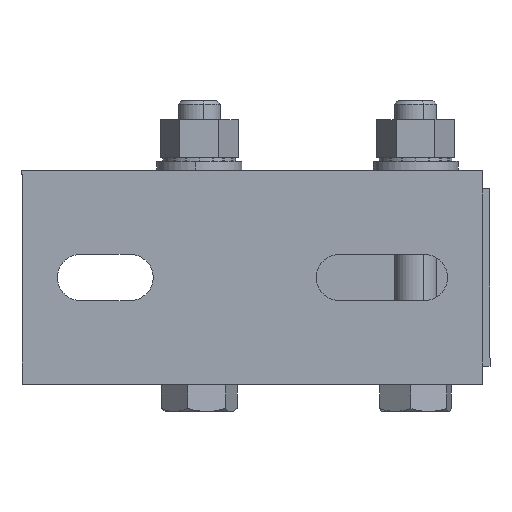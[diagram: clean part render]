
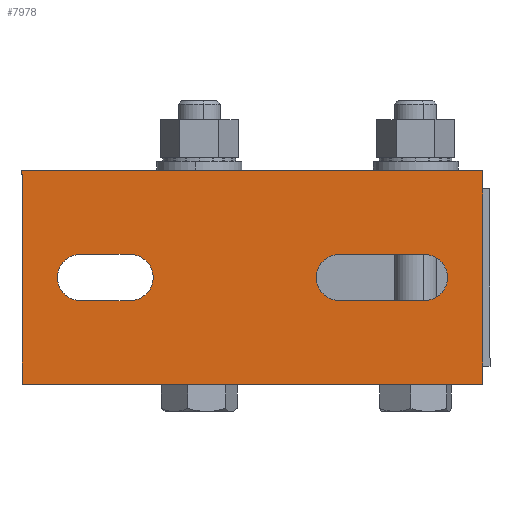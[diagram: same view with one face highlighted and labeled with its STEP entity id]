
A CAD part, left-side view. The second image highlights one B-rep face of the part: STEP entity #7978.
In plain terms, the highlighted face is planar.
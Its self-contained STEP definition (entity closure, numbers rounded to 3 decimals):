
#35 = VERTEX_POINT ( 'NONE', #3692 ) ;
#52 = CARTESIAN_POINT ( 'NONE',  ( 23.25, 130., -4. ) ) ;
#188 = ORIENTED_EDGE ( 'NONE', *, *, #3715, .T. ) ;
#194 = ORIENTED_EDGE ( 'NONE', *, *, #7446, .T. ) ;
#238 = EDGE_CURVE ( 'NONE', #2171, #7933, #261, .T. ) ;
#261 = CIRCLE ( 'NONE', #3440, 6.5 ) ;
#276 = VECTOR ( 'NONE', #3410, 1000. ) ;
#290 = VECTOR ( 'NONE', #2755, 1000. ) ;
#291 = LINE ( 'NONE', #4155, #7348 ) ;
#459 = CARTESIAN_POINT ( 'NONE',  ( -30.25, 0., -4. ) ) ;
#502 = CARTESIAN_POINT ( 'NONE',  ( 0., 89.5, -4. ) ) ;
#540 = CARTESIAN_POINT ( 'NONE',  ( -6.5, 16.5, -4. ) ) ;
#713 = DIRECTION ( 'NONE',  ( 0., -1., 0. ) ) ;
#722 = LINE ( 'NONE', #52, #3024 ) ;
#794 = VECTOR ( 'NONE', #4820, 1000. ) ;
#881 = DIRECTION ( 'NONE',  ( 0., -1., 0. ) ) ;
#892 = LINE ( 'NONE', #4656, #276 ) ;
#989 = EDGE_CURVE ( 'NONE', #6358, #3458, #4092, .T. ) ;
#998 = EDGE_LOOP ( 'NONE', ( #2324, #3018, #1077, #6711 ) ) ;
#1008 = EDGE_CURVE ( 'NONE', #3458, #5033, #5223, .T. ) ;
#1029 = DIRECTION ( 'NONE',  ( 0., 1., 0. ) ) ;
#1077 = ORIENTED_EDGE ( 'NONE', *, *, #1658, .T. ) ;
#1200 = DIRECTION ( 'NONE',  ( 1., 0., 0. ) ) ;
#1418 = EDGE_CURVE ( 'NONE', #7933, #4859, #291, .T. ) ;
#1485 = AXIS2_PLACEMENT_3D ( 'NONE', #5729, #5692, #6892 ) ;
#1498 = ORIENTED_EDGE ( 'NONE', *, *, #6085, .F. ) ;
#1542 = EDGE_CURVE ( 'NONE', #4859, #3009, #5756, .T. ) ;
#1658 = EDGE_CURVE ( 'NONE', #2431, #6358, #6702, .T. ) ;
#1703 = VECTOR ( 'NONE', #6707, 1000. ) ;
#1755 = ORIENTED_EDGE ( 'NONE', *, *, #1418, .T. ) ;
#1894 = DIRECTION ( 'NONE',  ( -1., 0., 0. ) ) ;
#2129 = CARTESIAN_POINT ( 'NONE',  ( -30.25, 77., -4. ) ) ;
#2171 = VERTEX_POINT ( 'NONE', #540 ) ;
#2182 = CARTESIAN_POINT ( 'NONE',  ( 30.25, 77., -4. ) ) ;
#2248 = CARTESIAN_POINT ( 'NONE',  ( -6.5, 113.5, -4. ) ) ;
#2324 = ORIENTED_EDGE ( 'NONE', *, *, #1008, .T. ) ;
#2326 = VECTOR ( 'NONE', #8117, 1000. ) ;
#2431 = VERTEX_POINT ( 'NONE', #6101 ) ;
#2642 = VECTOR ( 'NONE', #1894, 1000. ) ;
#2677 = LINE ( 'NONE', #2182, #290 ) ;
#2755 = DIRECTION ( 'NONE',  ( 0., -1., 0. ) ) ;
#2869 = CARTESIAN_POINT ( 'NONE',  ( -6.5, 113.5, -4. ) ) ;
#2945 = DIRECTION ( 'NONE',  ( 0., 0., 1. ) ) ;
#3009 = VERTEX_POINT ( 'NONE', #3889 ) ;
#3018 = ORIENTED_EDGE ( 'NONE', *, *, #4730, .T. ) ;
#3024 = VECTOR ( 'NONE', #6501, 1000. ) ;
#3109 = EDGE_LOOP ( 'NONE', ( #5726, #188, #3261, #1755 ) ) ;
#3118 = CARTESIAN_POINT ( 'NONE',  ( 23.25, 130., -4. ) ) ;
#3250 = ORIENTED_EDGE ( 'NONE', *, *, #5976, .T. ) ;
#3256 = PLANE ( 'NONE',  #1485 ) ;
#3261 = ORIENTED_EDGE ( 'NONE', *, *, #238, .T. ) ;
#3319 = ORIENTED_EDGE ( 'NONE', *, *, #5937, .F. ) ;
#3410 = DIRECTION ( 'NONE',  ( 1., 0., 0. ) ) ;
#3440 = AXIS2_PLACEMENT_3D ( 'NONE', #4465, #7575, #6992 ) ;
#3446 = VECTOR ( 'NONE', #6212, 1000. ) ;
#3458 = VERTEX_POINT ( 'NONE', #6552 ) ;
#3460 = CARTESIAN_POINT ( 'NONE',  ( 0., 30.5, -4. ) ) ;
#3489 = CARTESIAN_POINT ( 'NONE',  ( 6.5, 113.5, -4. ) ) ;
#3509 = LINE ( 'NONE', #6050, #794 ) ;
#3587 = CARTESIAN_POINT ( 'NONE',  ( -30.25, 130., -4. ) ) ;
#3638 = VERTEX_POINT ( 'NONE', #5811 ) ;
#3692 = CARTESIAN_POINT ( 'NONE',  ( 23.25, 0., -4. ) ) ;
#3715 = EDGE_CURVE ( 'NONE', #3009, #2171, #7857, .T. ) ;
#3879 = ORIENTED_EDGE ( 'NONE', *, *, #6417, .F. ) ;
#3885 = LINE ( 'NONE', #2129, #7390 ) ;
#3889 = CARTESIAN_POINT ( 'NONE',  ( -6.5, 30.5, -4. ) ) ;
#3912 = VERTEX_POINT ( 'NONE', #459 ) ;
#4050 = CARTESIAN_POINT ( 'NONE',  ( 30.25, 0., -4. ) ) ;
#4092 = LINE ( 'NONE', #3489, #2326 ) ;
#4155 = CARTESIAN_POINT ( 'NONE',  ( 6.5, 30.5, -4. ) ) ;
#4302 = AXIS2_PLACEMENT_3D ( 'NONE', #3460, #5337, #5218 ) ;
#4409 = ORIENTED_EDGE ( 'NONE', *, *, #6094, .T. ) ;
#4416 = CARTESIAN_POINT ( 'NONE',  ( 6.5, 89.5, -4. ) ) ;
#4435 = CARTESIAN_POINT ( 'NONE',  ( 30., 0., -4. ) ) ;
#4465 = CARTESIAN_POINT ( 'NONE',  ( 0., 16.5, -4. ) ) ;
#4496 = FACE_BOUND ( 'NONE', #3109, .T. ) ;
#4656 = CARTESIAN_POINT ( 'NONE',  ( -101., 0., -4. ) ) ;
#4730 = EDGE_CURVE ( 'NONE', #5033, #2431, #5384, .T. ) ;
#4820 = DIRECTION ( 'NONE',  ( -1., 0., 0. ) ) ;
#4859 = VERTEX_POINT ( 'NONE', #6788 ) ;
#4881 = VECTOR ( 'NONE', #881, 1000. ) ;
#4913 = DIRECTION ( 'NONE',  ( 0., 0., 1. ) ) ;
#4935 = ORIENTED_EDGE ( 'NONE', *, *, #5623, .F. ) ;
#4970 = VERTEX_POINT ( 'NONE', #4050 ) ;
#5016 = LINE ( 'NONE', #6332, #3446 ) ;
#5033 = VERTEX_POINT ( 'NONE', #2248 ) ;
#5199 = FACE_OUTER_BOUND ( 'NONE', #7437, .T. ) ;
#5218 = DIRECTION ( 'NONE',  ( 1., 0., 0. ) ) ;
#5223 = CIRCLE ( 'NONE', #5606, 6.5 ) ;
#5337 = DIRECTION ( 'NONE',  ( 0., 0., 1. ) ) ;
#5384 = LINE ( 'NONE', #2869, #1703 ) ;
#5574 = VERTEX_POINT ( 'NONE', #3118 ) ;
#5606 = AXIS2_PLACEMENT_3D ( 'NONE', #5691, #4913, #1200 ) ;
#5623 = EDGE_CURVE ( 'NONE', #5574, #6480, #5633, .T. ) ;
#5633 = LINE ( 'NONE', #8155, #2642 ) ;
#5649 = EDGE_CURVE ( 'NONE', #6037, #35, #7633, .T. ) ;
#5691 = CARTESIAN_POINT ( 'NONE',  ( 0., 113.5, -4. ) ) ;
#5692 = DIRECTION ( 'NONE',  ( 0., 0., -1. ) ) ;
#5705 = CARTESIAN_POINT ( 'NONE',  ( -23.25, 130., -4. ) ) ;
#5726 = ORIENTED_EDGE ( 'NONE', *, *, #1542, .T. ) ;
#5729 = CARTESIAN_POINT ( 'NONE',  ( -101., 77., -4. ) ) ;
#5756 = CIRCLE ( 'NONE', #4302, 6.5 ) ;
#5811 = CARTESIAN_POINT ( 'NONE',  ( 30.25, 130., -4. ) ) ;
#5937 = EDGE_CURVE ( 'NONE', #6480, #7516, #3509, .T. ) ;
#5976 = EDGE_CURVE ( 'NONE', #6037, #3912, #5016, .T. ) ;
#6037 = VERTEX_POINT ( 'NONE', #6166 ) ;
#6050 = CARTESIAN_POINT ( 'NONE',  ( -101., 130., -4. ) ) ;
#6085 = EDGE_CURVE ( 'NONE', #35, #4970, #892, .T. ) ;
#6094 = EDGE_CURVE ( 'NONE', #5574, #3638, #722, .T. ) ;
#6101 = CARTESIAN_POINT ( 'NONE',  ( -6.5, 89.5, -4. ) ) ;
#6166 = CARTESIAN_POINT ( 'NONE',  ( -23.25, 0., -4. ) ) ;
#6212 = DIRECTION ( 'NONE',  ( -1., 0., 0. ) ) ;
#6332 = CARTESIAN_POINT ( 'NONE',  ( -23.25, 0., -4. ) ) ;
#6350 = FACE_BOUND ( 'NONE', #998, .T. ) ;
#6358 = VERTEX_POINT ( 'NONE', #4416 ) ;
#6417 = EDGE_CURVE ( 'NONE', #7516, #3912, #3885, .T. ) ;
#6480 = VERTEX_POINT ( 'NONE', #5705 ) ;
#6501 = DIRECTION ( 'NONE',  ( 1., 0., 0. ) ) ;
#6552 = CARTESIAN_POINT ( 'NONE',  ( 6.5, 113.5, -4. ) ) ;
#6702 = CIRCLE ( 'NONE', #6967, 6.5 ) ;
#6707 = DIRECTION ( 'NONE',  ( 0., -1., 0. ) ) ;
#6711 = ORIENTED_EDGE ( 'NONE', *, *, #989, .T. ) ;
#6788 = CARTESIAN_POINT ( 'NONE',  ( 6.5, 30.5, -4. ) ) ;
#6892 = DIRECTION ( 'NONE',  ( -1., 0., 0. ) ) ;
#6926 = CARTESIAN_POINT ( 'NONE',  ( 6.5, 16.5, -4. ) ) ;
#6960 = DIRECTION ( 'NONE',  ( 1., 0., 0. ) ) ;
#6967 = AXIS2_PLACEMENT_3D ( 'NONE', #502, #2945, #7319 ) ;
#6992 = DIRECTION ( 'NONE',  ( 1., 0., 0. ) ) ;
#7195 = CARTESIAN_POINT ( 'NONE',  ( -6.5, 30.5, -4. ) ) ;
#7249 = VECTOR ( 'NONE', #6960, 1000. ) ;
#7319 = DIRECTION ( 'NONE',  ( 1., 0., 0. ) ) ;
#7348 = VECTOR ( 'NONE', #1029, 1000. ) ;
#7390 = VECTOR ( 'NONE', #713, 1000. ) ;
#7437 = EDGE_LOOP ( 'NONE', ( #4935, #4409, #194, #1498, #8028, #3250, #3879, #3319 ) ) ;
#7446 = EDGE_CURVE ( 'NONE', #3638, #4970, #2677, .T. ) ;
#7516 = VERTEX_POINT ( 'NONE', #3587 ) ;
#7575 = DIRECTION ( 'NONE',  ( 0., 0., 1. ) ) ;
#7633 = LINE ( 'NONE', #4435, #7249 ) ;
#7857 = LINE ( 'NONE', #7195, #4881 ) ;
#7933 = VERTEX_POINT ( 'NONE', #6926 ) ;
#7978 = ADVANCED_FACE ( 'NONE', ( #5199, #6350, #4496 ), #3256, .T. ) ;
#8028 = ORIENTED_EDGE ( 'NONE', *, *, #5649, .F. ) ;
#8117 = DIRECTION ( 'NONE',  ( 0., 1., 0. ) ) ;
#8155 = CARTESIAN_POINT ( 'NONE',  ( -41.713, 130., -4. ) ) ;
